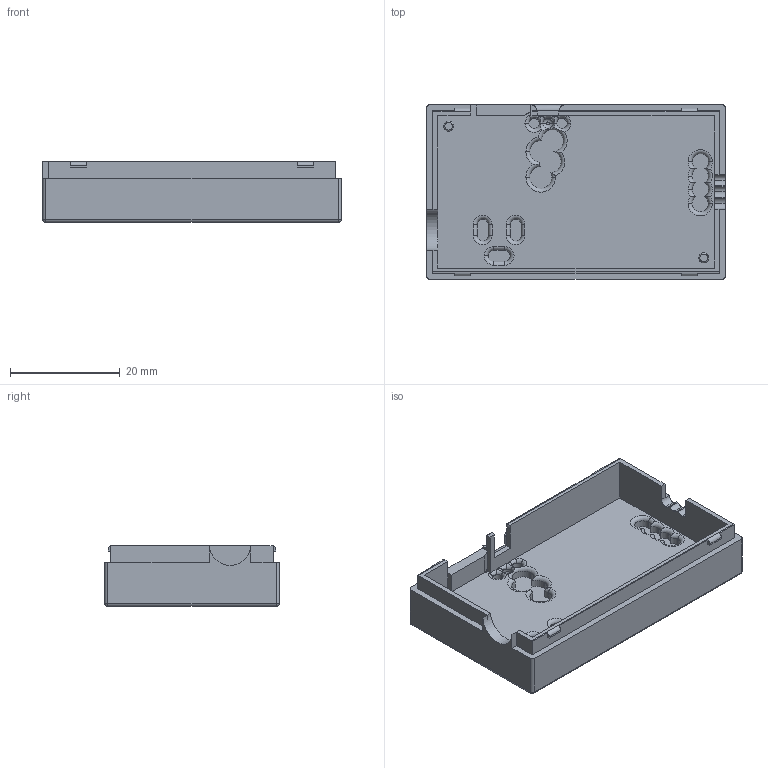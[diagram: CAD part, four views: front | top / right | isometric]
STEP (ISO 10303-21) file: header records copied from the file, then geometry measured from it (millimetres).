
FILE_DESCRIPTION (( 'STEP AP214' ), '1' );
FILE_NAME ('LedBox_V2_Bottom.STEP', '2021-11-19T23:51:02', ( '' ), ( '' ), 'SwSTEP 2.0', 'SolidWorks 2021', '' );
FILE_SCHEMA (( 'AUTOMOTIVE_DESIGN' ));
Length unit declared in the file: millimetre
Products named in the file (1): LedBox_V2_Bottom
Bounding box: 54.4 x 31.77 x 11 mm (x, y, z)
Volume: 6907.4 mm3; surface area: 6610 mm2
Topology: 1 solids, 1 shells, 193 faces, 494 edges, 305 vertices
Faces by surface type: plane 77, cylinder 68, torus 41, sphere 4, bspline 3
Entity records: 6044 total; most frequent: CARTESIAN_POINT 1245, DIRECTION 1061, ORIENTED_EDGE 980, EDGE_CURVE 490, AXIS2_PLACEMENT_3D 405, VERTEX_POINT 305, VECTOR 251, LINE 251
